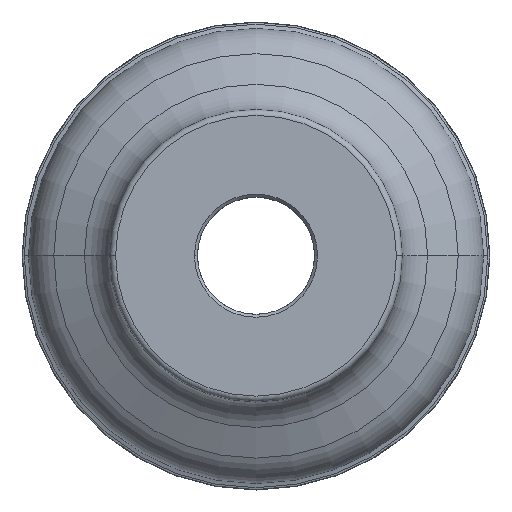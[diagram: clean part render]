
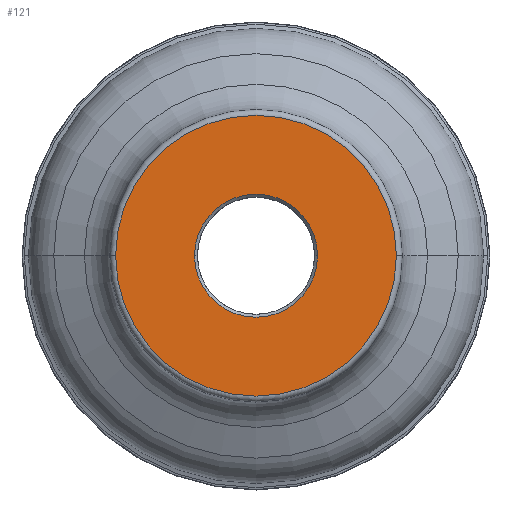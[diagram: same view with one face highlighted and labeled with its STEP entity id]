
A CAD part, top view. The second image highlights one B-rep face of the part: STEP entity #121.
In plain terms, the highlighted planar face has unit normal (0, 0, 1).
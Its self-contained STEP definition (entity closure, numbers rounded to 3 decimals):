
#28=PLANE('',#1389);
#33=FACE_BOUND('',#314,.T.);
#34=FACE_BOUND('',#315,.T.);
#121=ADVANCED_FACE('',(#33,#34),#28,.F.);
#314=EDGE_LOOP('',(#476,#477));
#315=EDGE_LOOP('',(#478,#479));
#476=ORIENTED_EDGE('',*,*,#842,.T.);
#477=ORIENTED_EDGE('',*,*,#843,.T.);
#478=ORIENTED_EDGE('',*,*,#844,.T.);
#479=ORIENTED_EDGE('',*,*,#845,.T.);
#730=VERTEX_POINT('',#2143);
#731=VERTEX_POINT('',#2144);
#732=VERTEX_POINT('',#2147);
#733=VERTEX_POINT('',#2148);
#842=EDGE_CURVE('',#730,#731,#1006,.T.);
#843=EDGE_CURVE('',#731,#730,#1007,.T.);
#844=EDGE_CURVE('',#732,#733,#1008,.T.);
#845=EDGE_CURVE('',#733,#732,#1009,.T.);
#1006=CIRCLE('',#1385,48.);
#1007=CIRCLE('',#1386,48.);
#1008=CIRCLE('',#1387,21.035);
#1009=CIRCLE('',#1388,21.035);
#1385=AXIS2_PLACEMENT_3D('',#2142,#1706,#1707);
#1386=AXIS2_PLACEMENT_3D('',#2145,#1708,#1709);
#1387=AXIS2_PLACEMENT_3D('',#2146,#1710,#1711);
#1388=AXIS2_PLACEMENT_3D('',#2149,#1712,#1713);
#1389=AXIS2_PLACEMENT_3D('',#2150,#1714,#1715);
#1706=DIRECTION('',(0.,0.,1.));
#1707=DIRECTION('',(1.,0.,0.));
#1708=DIRECTION('',(0.,0.,1.));
#1709=DIRECTION('',(-1.,0.,0.));
#1710=DIRECTION('',(0.,0.,-1.));
#1711=DIRECTION('',(1.,0.,0.));
#1712=DIRECTION('',(0.,0.,-1.));
#1713=DIRECTION('',(-1.,0.,0.));
#1714=DIRECTION('',(0.,0.,-1.));
#1715=DIRECTION('',(1.,0.,0.));
#2142=CARTESIAN_POINT('',(0.,0.,0.));
#2143=CARTESIAN_POINT('',(48.,0.,0.));
#2144=CARTESIAN_POINT('',(-48.,0.,0.));
#2145=CARTESIAN_POINT('',(0.,0.,0.));
#2146=CARTESIAN_POINT('',(0.,0.,0.));
#2147=CARTESIAN_POINT('',(21.035,0.,0.));
#2148=CARTESIAN_POINT('',(-21.035,0.,0.));
#2149=CARTESIAN_POINT('',(0.,0.,0.));
#2150=CARTESIAN_POINT('',(0.,0.,0.));
